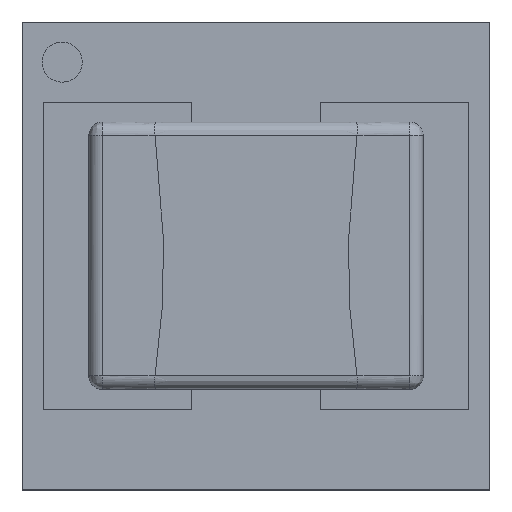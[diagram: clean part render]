
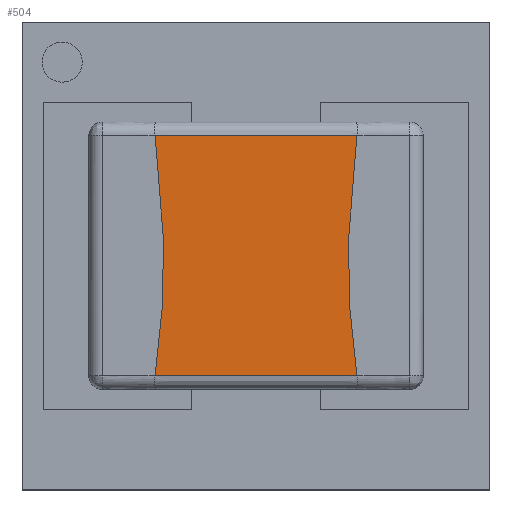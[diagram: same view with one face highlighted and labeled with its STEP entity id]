
A CAD part, top view. The second image highlights one B-rep face of the part: STEP entity #504.
In plain terms, the highlighted free-form (B-spline) face has degree [3, 3] with [6, 6] control points.
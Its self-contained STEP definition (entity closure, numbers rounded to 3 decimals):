
#24=B_SPLINE_SURFACE_WITH_KNOTS('',3,3,((#4521,#4522,#4523,#4524,#4525,#4526),
(#4527,#4528,#4529,#4530,#4531,#4532),(#4533,#4534,#4535,#4536,#4537,#4538),
(#4539,#4540,#4541,#4542,#4543,#4544),(#4545,#4546,#4547,#4548,#4549,#4550),
(#4551,#4552,#4553,#4554,#4555,#4556)),.UNSPECIFIED.,.F.,.F.,.F.,(4,1,1,
4),(4,1,1,4),(0.,0.669,1.339,2.008),(0.,
0.513,1.027,1.54),.UNSPECIFIED.);
#128=(
BOUNDED_CURVE()
B_SPLINE_CURVE(1,(#5001,#5002),.UNSPECIFIED.,.F.,.F.)
B_SPLINE_CURVE_WITH_KNOTS((2,2),(0.015,1.525),
 .UNSPECIFIED.)
CURVE()
GEOMETRIC_REPRESENTATION_ITEM()
RATIONAL_B_SPLINE_CURVE((1.,1.))
REPRESENTATION_ITEM('')
);
#130=(
BOUNDED_CURVE()
B_SPLINE_CURVE(1,(#5005,#5006),.UNSPECIFIED.,.F.,.F.)
B_SPLINE_CURVE_WITH_KNOTS((2,2),(0.015,1.525),
 .UNSPECIFIED.)
CURVE()
GEOMETRIC_REPRESENTATION_ITEM()
RATIONAL_B_SPLINE_CURVE((1.,1.))
REPRESENTATION_ITEM('')
);
#504=ADVANCED_FACE('',(#640),#24,.T.);
#640=FACE_OUTER_BOUND('',#776,.T.);
#776=EDGE_LOOP('',(#1311,#1312,#1313,#1314));
#1311=ORIENTED_EDGE('',*,*,#1682,.T.);
#1312=ORIENTED_EDGE('',*,*,#1664,.T.);
#1313=ORIENTED_EDGE('',*,*,#1680,.T.);
#1314=ORIENTED_EDGE('',*,*,#1665,.F.);
#1664=EDGE_CURVE('',#2167,#2166,#1926,.T.);
#1665=EDGE_CURVE('',#2169,#2168,#1927,.T.);
#1680=EDGE_CURVE('',#2166,#2168,#128,.T.);
#1682=EDGE_CURVE('',#2169,#2167,#130,.T.);
#1926=B_SPLINE_CURVE_WITH_KNOTS('',3,(#4807,#4808,#4809,#4810,#4811,#4812),
 .UNSPECIFIED.,.F.,.F.,(4,1,1,4),(0.101,0.669,1.339,
1.907),.UNSPECIFIED.);
#1927=B_SPLINE_CURVE_WITH_KNOTS('',3,(#4813,#4814,#4815,#4816,#4817,#4818),
 .UNSPECIFIED.,.F.,.F.,(4,1,1,4),(0.101,0.669,1.339,
1.907),.UNSPECIFIED.);
#2166=VERTEX_POINT('',#4771);
#2167=VERTEX_POINT('',#4772);
#2168=VERTEX_POINT('',#4773);
#2169=VERTEX_POINT('',#4774);
#4521=CARTESIAN_POINT('',(-0.77,1.,1.75));
#4522=CARTESIAN_POINT('',(-0.599,1.,1.75));
#4523=CARTESIAN_POINT('',(-0.257,1.,1.75));
#4524=CARTESIAN_POINT('',(0.257,1.,1.75));
#4525=CARTESIAN_POINT('',(0.599,1.,1.75));
#4526=CARTESIAN_POINT('',(0.77,1.,1.75));
#4527=CARTESIAN_POINT('',(-0.735,0.78,1.75));
#4528=CARTESIAN_POINT('',(-0.571,0.78,1.75));
#4529=CARTESIAN_POINT('',(-0.245,0.78,1.75));
#4530=CARTESIAN_POINT('',(0.245,0.78,1.75));
#4531=CARTESIAN_POINT('',(0.571,0.78,1.75));
#4532=CARTESIAN_POINT('',(0.735,0.78,1.75));
#4533=CARTESIAN_POINT('',(-0.687,0.335,1.75));
#4534=CARTESIAN_POINT('',(-0.534,0.335,1.75));
#4535=CARTESIAN_POINT('',(-0.229,0.335,1.75));
#4536=CARTESIAN_POINT('',(0.229,0.335,1.75));
#4537=CARTESIAN_POINT('',(0.534,0.335,1.75));
#4538=CARTESIAN_POINT('',(0.687,0.335,1.75));
#4539=CARTESIAN_POINT('',(-0.687,-0.335,1.75));
#4540=CARTESIAN_POINT('',(-0.534,-0.335,1.75));
#4541=CARTESIAN_POINT('',(-0.229,-0.335,1.75));
#4542=CARTESIAN_POINT('',(0.229,-0.335,1.75));
#4543=CARTESIAN_POINT('',(0.534,-0.335,1.75));
#4544=CARTESIAN_POINT('',(0.687,-0.335,1.75));
#4545=CARTESIAN_POINT('',(-0.735,-0.78,1.75));
#4546=CARTESIAN_POINT('',(-0.571,-0.78,1.75));
#4547=CARTESIAN_POINT('',(-0.245,-0.78,1.75));
#4548=CARTESIAN_POINT('',(0.245,-0.78,1.75));
#4549=CARTESIAN_POINT('',(0.571,-0.78,1.75));
#4550=CARTESIAN_POINT('',(0.735,-0.78,1.75));
#4551=CARTESIAN_POINT('',(-0.77,-1.,1.75));
#4552=CARTESIAN_POINT('',(-0.599,-1.,1.75));
#4553=CARTESIAN_POINT('',(-0.257,-1.,1.75));
#4554=CARTESIAN_POINT('',(0.257,-1.,1.75));
#4555=CARTESIAN_POINT('',(0.599,-1.,1.75));
#4556=CARTESIAN_POINT('',(0.77,-1.,1.75));
#4771=CARTESIAN_POINT('',(-0.755,-0.9,1.75));
#4772=CARTESIAN_POINT('',(-0.755,0.9,1.75));
#4773=CARTESIAN_POINT('',(0.755,-0.9,1.75));
#4774=CARTESIAN_POINT('',(0.755,0.9,1.75));
#4807=CARTESIAN_POINT('',(-0.755,0.9,1.75));
#4808=CARTESIAN_POINT('',(-0.728,0.713,1.75));
#4809=CARTESIAN_POINT('',(-0.687,0.301,1.75));
#4810=CARTESIAN_POINT('',(-0.687,-0.301,1.75));
#4811=CARTESIAN_POINT('',(-0.728,-0.713,1.75));
#4812=CARTESIAN_POINT('',(-0.755,-0.9,1.75));
#4813=CARTESIAN_POINT('',(0.755,0.9,1.75));
#4814=CARTESIAN_POINT('',(0.728,0.713,1.75));
#4815=CARTESIAN_POINT('',(0.687,0.301,1.75));
#4816=CARTESIAN_POINT('',(0.687,-0.301,1.75));
#4817=CARTESIAN_POINT('',(0.728,-0.713,1.75));
#4818=CARTESIAN_POINT('',(0.755,-0.9,1.75));
#5001=CARTESIAN_POINT('',(-0.755,-0.9,1.75));
#5002=CARTESIAN_POINT('',(0.755,-0.9,1.75));
#5005=CARTESIAN_POINT('',(0.755,0.9,1.75));
#5006=CARTESIAN_POINT('',(-0.755,0.9,1.75));
